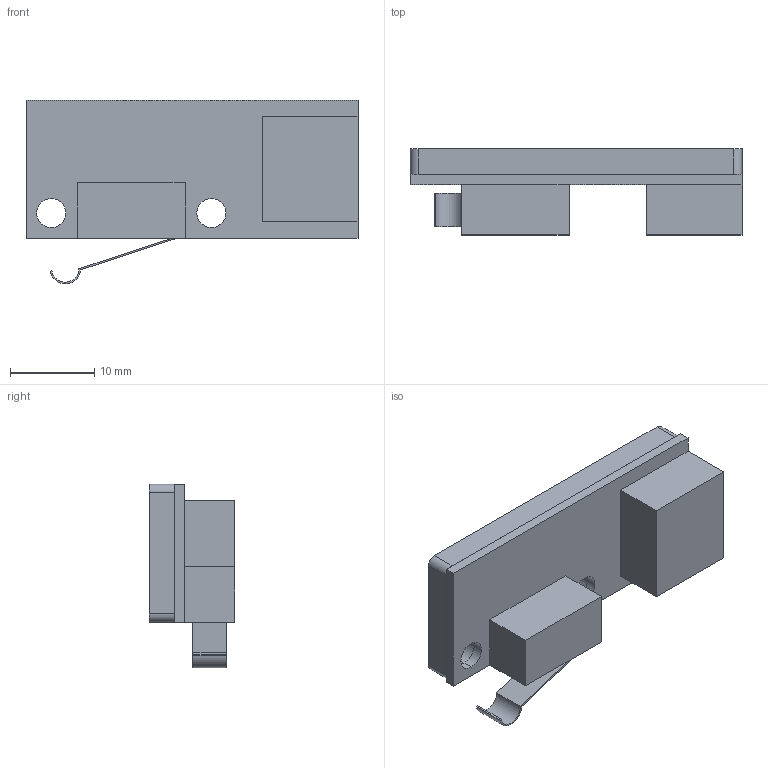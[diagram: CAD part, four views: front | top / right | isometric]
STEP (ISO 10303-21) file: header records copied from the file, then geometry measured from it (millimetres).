
FILE_DESCRIPTION (( 'STEP AP203' ), '1' );
FILE_NAME ('Endswitch with housing.STEP', '2021-07-11T12:37:20', ( '' ), ( '' ), 'SwSTEP 2.0', 'SolidWorks 2020', '' );
FILE_SCHEMA (( 'CONFIG_CONTROL_DESIGN' ));
Length unit declared in the file: millimetre
Products named in the file (1): Endswitch with housing
Bounding box: 39.4 x 10.2 x 21.8 mm (x, y, z)
Volume: 3914.4 mm3; surface area: 3860.9 mm2
Topology: 2 solids, 2 shells, 57 faces, 150 edges, 100 vertices
Faces by surface type: plane 43, cylinder 14
Entity records: 1851 total; most frequent: CARTESIAN_POINT 308, ORIENTED_EDGE 300, DIRECTION 294, EDGE_CURVE 150, LINE 122, VECTOR 122, VERTEX_POINT 100, AXIS2_PLACEMENT_3D 86
